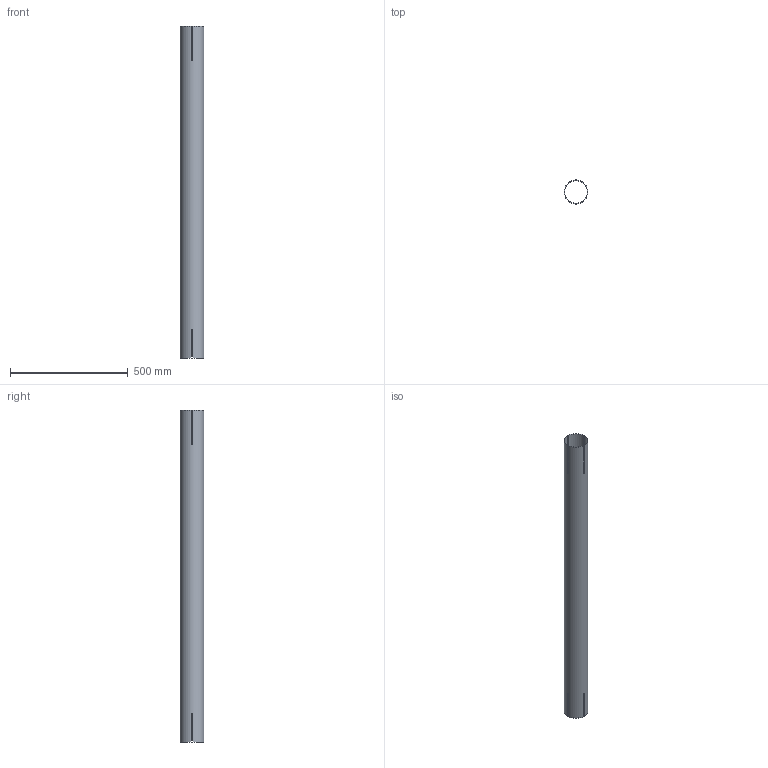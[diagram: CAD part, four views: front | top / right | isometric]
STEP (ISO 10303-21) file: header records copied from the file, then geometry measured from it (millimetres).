
FILE_DESCRIPTION(('FreeCAD Model'),'2;1');
FILE_NAME('tube_central.step','2016-10-25T18:02:42',('Author'),(''), 'Open CASCADE STEP processor 6.8','FreeCAD','Unknown');
FILE_SCHEMA(('AUTOMOTIVE_DESIGN_CC2 { 1 2 10303 214 -1 1 5 4 }'));
Length unit declared in the file: millimetre
Products named in the file (2): ASSEMBLY; decoupe_haute
Assembly tree (1 placements, depth 2):
  ASSEMBLY
    decoupe_haute
Bounding box: 99.99 x 99.99 x 1410 mm (x, y, z)
Volume: 646526.7 mm3; surface area: 866148.1 mm2
Topology: 1 solids, 1 shells, 34 faces, 102 edges, 68 vertices
Faces by surface type: plane 32, cylinder 2
Full cylindrical faces by diameter (mm): 97 x1, 100 x1
Entity records: 2545 total; most frequent: CARTESIAN_POINT 630, DIRECTION 324, ORIENTED_EDGE 204, PCURVE 204, DEFINITIONAL_REPRESENTATION 204, LINE 170, VECTOR 170, EDGE_CURVE 102
